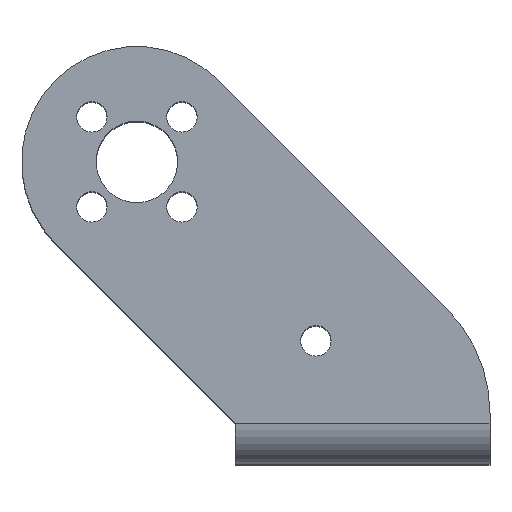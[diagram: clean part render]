
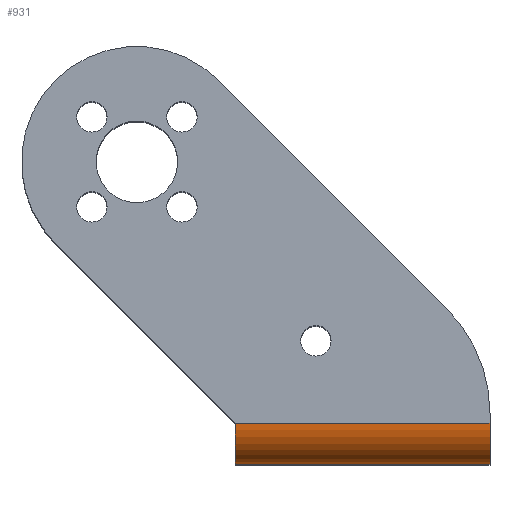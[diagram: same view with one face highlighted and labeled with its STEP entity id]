
A CAD part, top view. The second image highlights one B-rep face of the part: STEP entity #931.
In plain terms, the highlighted cylindrical face has radius 4 mm (diameter 8 mm), a partial arc.
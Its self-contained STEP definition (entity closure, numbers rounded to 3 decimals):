
#8 = EDGE_CURVE ( 'NONE', #851, #136, #349, .T. ) ;
#52 = AXIS2_PLACEMENT_3D ( 'NONE', #1372, #1223, #556 ) ;
#116 = ORIENTED_EDGE ( 'NONE', *, *, #1091, .F. ) ;
#132 = CARTESIAN_POINT ( 'NONE',  ( -12.5, -4., -4. ) ) ;
#136 = VERTEX_POINT ( 'NONE', #944 ) ;
#178 = CARTESIAN_POINT ( 'NONE',  ( -12.5, 0., -4. ) ) ;
#349 = LINE ( 'NONE', #2074, #1699 ) ;
#421 = ORIENTED_EDGE ( 'NONE', *, *, #1842, .T. ) ;
#483 = DIRECTION ( 'NONE',  ( -1., 0., 0. ) ) ;
#513 = LINE ( 'NONE', #821, #573 ) ;
#556 = DIRECTION ( 'NONE',  ( 0., 0., 1. ) ) ;
#573 = VECTOR ( 'NONE', #2008, 1000. ) ;
#601 = DIRECTION ( 'NONE',  ( 1., 0., 0. ) ) ;
#629 = FACE_OUTER_BOUND ( 'NONE', #1427, .T. ) ;
#691 = ORIENTED_EDGE ( 'NONE', *, *, #870, .F. ) ;
#821 = CARTESIAN_POINT ( 'NONE',  ( 12.5, -4., -4. ) ) ;
#851 = VERTEX_POINT ( 'NONE', #971 ) ;
#870 = EDGE_CURVE ( 'NONE', #1553, #851, #1174, .T. ) ;
#931 = ADVANCED_FACE ( 'NONE', ( #629 ), #1919, .T. ) ;
#944 = CARTESIAN_POINT ( 'NONE',  ( 12.5, 0., 0. ) ) ;
#971 = CARTESIAN_POINT ( 'NONE',  ( -12.5, 0., 0. ) ) ;
#982 = CARTESIAN_POINT ( 'NONE',  ( -12.5, 0., -4. ) ) ;
#987 = CIRCLE ( 'NONE', #52, 4. ) ;
#1025 = AXIS2_PLACEMENT_3D ( 'NONE', #178, #2039, #1882 ) ;
#1091 = EDGE_CURVE ( 'NONE', #136, #1451, #987, .T. ) ;
#1174 = CIRCLE ( 'NONE', #1766, 4. ) ;
#1223 = DIRECTION ( 'NONE',  ( 1., 0., 0. ) ) ;
#1372 = CARTESIAN_POINT ( 'NONE',  ( 12.5, 0., -4. ) ) ;
#1427 = EDGE_LOOP ( 'NONE', ( #2170, #691, #421, #116 ) ) ;
#1434 = CARTESIAN_POINT ( 'NONE',  ( 12.5, -4., -4. ) ) ;
#1451 = VERTEX_POINT ( 'NONE', #1434 ) ;
#1553 = VERTEX_POINT ( 'NONE', #132 ) ;
#1699 = VECTOR ( 'NONE', #601, 1000. ) ;
#1766 = AXIS2_PLACEMENT_3D ( 'NONE', #982, #483, #2149 ) ;
#1842 = EDGE_CURVE ( 'NONE', #1553, #1451, #513, .T. ) ;
#1882 = DIRECTION ( 'NONE',  ( 0., -1., 0. ) ) ;
#1919 = CYLINDRICAL_SURFACE ( 'NONE', #1025, 4. ) ;
#2008 = DIRECTION ( 'NONE',  ( 1., 0., 0. ) ) ;
#2039 = DIRECTION ( 'NONE',  ( -1., 0., 0. ) ) ;
#2074 = CARTESIAN_POINT ( 'NONE',  ( -12.5, 0., 0. ) ) ;
#2149 = DIRECTION ( 'NONE',  ( 0., 0., 1. ) ) ;
#2170 = ORIENTED_EDGE ( 'NONE', *, *, #8, .F. ) ;
